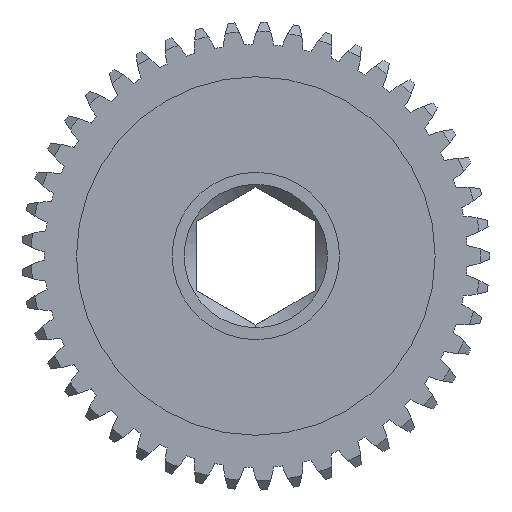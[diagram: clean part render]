
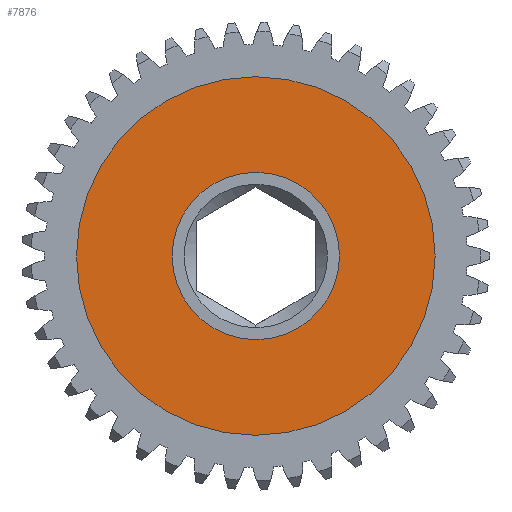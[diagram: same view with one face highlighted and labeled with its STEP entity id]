
A CAD part, left-side view. The second image highlights one B-rep face of the part: STEP entity #7876.
In plain terms, the highlighted planar face has unit normal (-1, 0, 0).
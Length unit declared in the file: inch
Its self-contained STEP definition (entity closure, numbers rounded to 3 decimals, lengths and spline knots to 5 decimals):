
#112 = AXIS2_PLACEMENT_3D ( 'NONE', #2859, #507, #6993 ) ;
#398 = EDGE_CURVE ( 'NONE', #7448, #5322, #9627, .T. ) ;
#462 = FACE_BOUND ( 'NONE', #2402, .T. ) ;
#507 = DIRECTION ( 'NONE',  ( -1., 0., 0. ) ) ;
#814 = AXIS2_PLACEMENT_3D ( 'NONE', #3144, #9614, #1022 ) ;
#1002 = ORIENTED_EDGE ( 'NONE', *, *, #4012, .T. ) ;
#1022 = DIRECTION ( 'NONE',  ( 0., 0., 1. ) ) ;
#1035 = CARTESIAN_POINT ( 'NONE',  ( 0.2, 0., 0. ) ) ;
#1312 = CARTESIAN_POINT ( 'NONE',  ( 0.2, 0., 0. ) ) ;
#1882 = CIRCLE ( 'NONE', #9401, 0.2625 ) ;
#2273 = FACE_OUTER_BOUND ( 'NONE', #9162, .T. ) ;
#2402 = EDGE_LOOP ( 'NONE', ( #2421, #6693 ) ) ;
#2421 = ORIENTED_EDGE ( 'NONE', *, *, #3989, .F. ) ;
#2675 = CARTESIAN_POINT ( 'NONE',  ( 0.2, 0., -0.2625 ) ) ;
#2763 = DIRECTION ( 'NONE',  ( -1., 0., 0. ) ) ;
#2859 = CARTESIAN_POINT ( 'NONE',  ( 0.2, 0., 0. ) ) ;
#3144 = CARTESIAN_POINT ( 'NONE',  ( 0.2, 0., 0. ) ) ;
#3569 = DIRECTION ( 'NONE',  ( 0., 0., 1. ) ) ;
#3582 = AXIS2_PLACEMENT_3D ( 'NONE', #1312, #7103, #8745 ) ;
#3837 = CARTESIAN_POINT ( 'NONE',  ( 0.2, 0., 0.2625 ) ) ;
#3989 = EDGE_CURVE ( 'NONE', #6092, #9621, #1882, .T. ) ;
#4012 = EDGE_CURVE ( 'NONE', #5322, #7448, #7743, .T. ) ;
#4091 = AXIS2_PLACEMENT_3D ( 'NONE', #1035, #7617, #10057 ) ;
#4436 = CIRCLE ( 'NONE', #4091, 0.2625 ) ;
#4677 = CARTESIAN_POINT ( 'NONE',  ( 0.2, 0., 0.5625 ) ) ;
#5322 = VERTEX_POINT ( 'NONE', #6146 ) ;
#5512 = PLANE ( 'NONE',  #3582 ) ;
#6092 = VERTEX_POINT ( 'NONE', #2675 ) ;
#6146 = CARTESIAN_POINT ( 'NONE',  ( 0.2, 0., -0.5625 ) ) ;
#6693 = ORIENTED_EDGE ( 'NONE', *, *, #7284, .F. ) ;
#6710 = ORIENTED_EDGE ( 'NONE', *, *, #398, .T. ) ;
#6993 = DIRECTION ( 'NONE',  ( 0., 0., 1. ) ) ;
#7103 = DIRECTION ( 'NONE',  ( -1., 0., 0. ) ) ;
#7284 = EDGE_CURVE ( 'NONE', #9621, #6092, #4436, .T. ) ;
#7448 = VERTEX_POINT ( 'NONE', #4677 ) ;
#7617 = DIRECTION ( 'NONE',  ( -1., 0., 0. ) ) ;
#7743 = CIRCLE ( 'NONE', #112, 0.5625 ) ;
#7876 = ADVANCED_FACE ( 'NONE', ( #462, #2273 ), #5512, .T. ) ;
#8745 = DIRECTION ( 'NONE',  ( 0., 0., 1. ) ) ;
#9162 = EDGE_LOOP ( 'NONE', ( #6710, #1002 ) ) ;
#9338 = CARTESIAN_POINT ( 'NONE',  ( 0.2, 0., 0. ) ) ;
#9401 = AXIS2_PLACEMENT_3D ( 'NONE', #9338, #2763, #3569 ) ;
#9614 = DIRECTION ( 'NONE',  ( -1., 0., 0. ) ) ;
#9621 = VERTEX_POINT ( 'NONE', #3837 ) ;
#9627 = CIRCLE ( 'NONE', #814, 0.5625 ) ;
#10057 = DIRECTION ( 'NONE',  ( 0., 0., 1. ) ) ;
